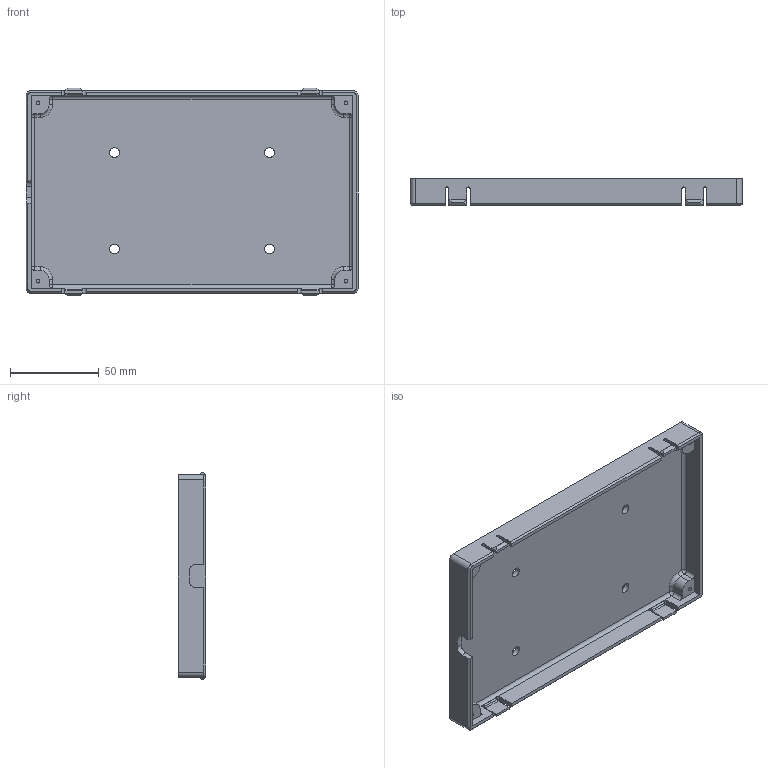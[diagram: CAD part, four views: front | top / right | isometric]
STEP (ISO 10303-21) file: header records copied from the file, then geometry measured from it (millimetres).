
FILE_DESCRIPTION(/* description */ (''),/* implementation_level */ '2;1');
FILE_NAME(/* name */ 'HMI Case Back',/* time_stamp */ '2024-02-24T12:04:46-05:00',/* author */ ('Grant'),/* organization */ (''),/* preprocessor_version */ 'ST-DEVELOPER v19.4',/* originating_system */ 'Solid Edge',/* authorisation */ 'Unknown');
FILE_SCHEMA (('AUTOMOTIVE_DESIGN {1 0 10303 214 3 1 1}'));
Length unit declared in the file: millimetre
Products named in the file (1): HMI case back
Bounding box: 187.5 x 15.5 x 117.44 mm (x, y, z)
Volume: 88244.1 mm3; surface area: 58627.7 mm2
Topology: 1 solids, 1 shells, 161 faces, 417 edges, 254 vertices
Faces by surface type: plane 91, cylinder 54, sphere 8, torus 4, cone 4
Full cylindrical faces by diameter (mm): 2 x4, 5.5 x4
Entity records: 4741 total; most frequent: DIRECTION 833, CARTESIAN_POINT 825, ORIENTED_EDGE 786, EDGE_CURVE 393, AXIS2_PLACEMENT_3D 286, LINE 261, VECTOR 261, VERTEX_POINT 246
